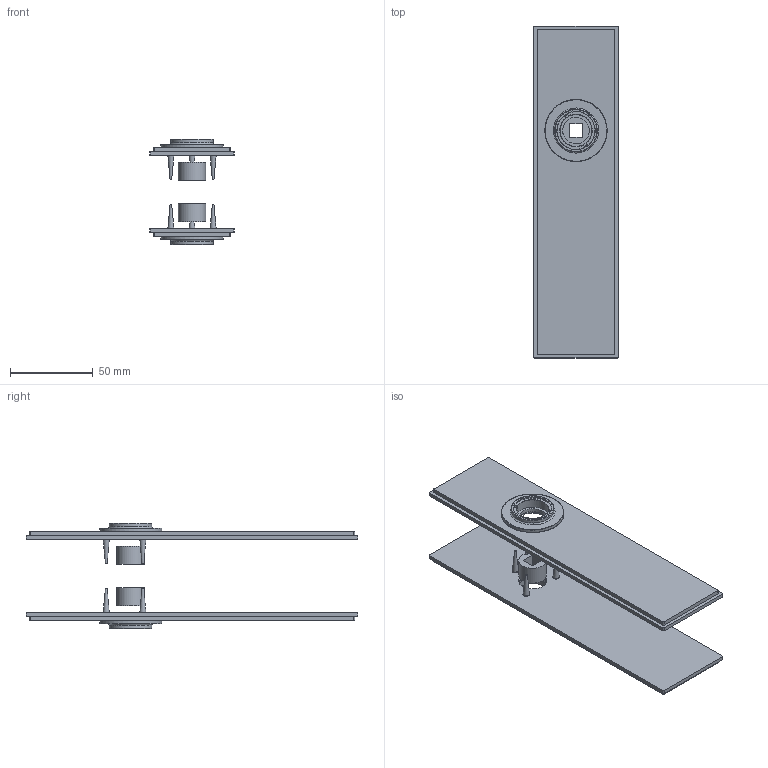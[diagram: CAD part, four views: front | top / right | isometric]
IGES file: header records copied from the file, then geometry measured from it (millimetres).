
Global section: file name: P8025; native system: Autodesk Inventor 2018; preprocessor: unknown; author: adaniels; date: 20190708.083808; units: millimetre
Bounding box: 50.8 x 200 x 63.52 mm (x, y, z)
Volume: 96420.5 mm3; surface area: 55926.4 mm2
Topology: 14 solids, 14 shells, 224 faces, 578 edges, 394 vertices
Faces by surface type: bspline 224
